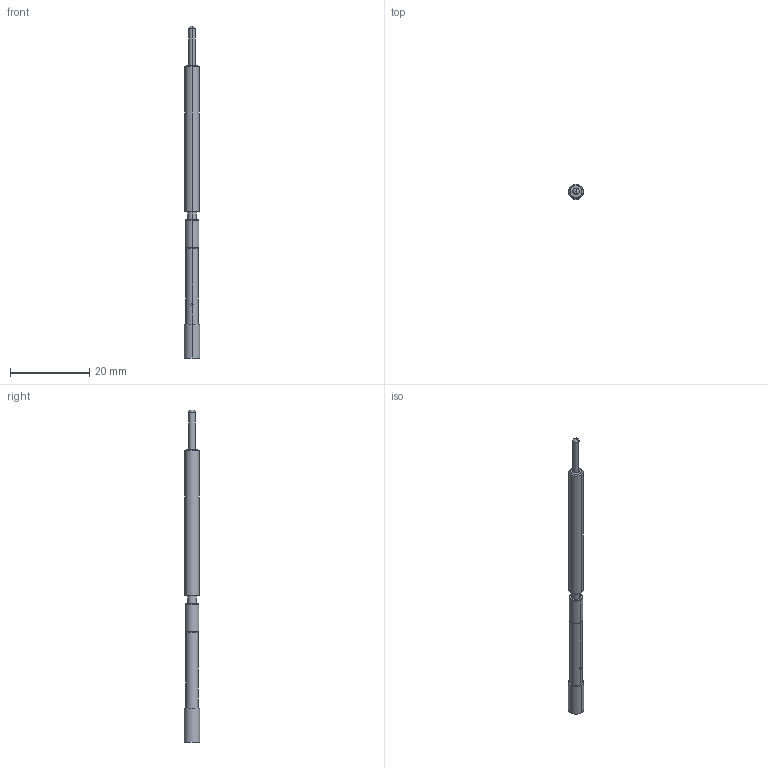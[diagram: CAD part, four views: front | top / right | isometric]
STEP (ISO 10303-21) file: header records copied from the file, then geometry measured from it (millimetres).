
FILE_DESCRIPTION((''),'2;1');
FILE_NAME('SL-16KP010_1607909','2013-10-22T',('vbengel'),(''),'PRO/ENGINEER BY PARAMETRIC TECHNOLOGY CORPORATION, 2012480','PRO/ENGINEER BY PARAMETRIC TECHNOLOGY CORPORATION, 2012480','');
FILE_SCHEMA(('AUTOMOTIVE_DESIGN { 1 0 10303 214 1 1 1 1 }'));
Length unit declared in the file: millimetre
Products named in the file (1): SL-16KP010_1607909
Bounding box: 3.9 x 3.9 x 83.8 mm (x, y, z)
Volume: 630.9 mm3; surface area: 1001.7 mm2
Topology: 1 solids, 1 shells, 38 faces, 84 edges, 49 vertices
Faces by surface type: cylinder 18, cone 12, plane 6, bspline 2
Entity records: 1261 total; most frequent: CARTESIAN_POINT 265, DIRECTION 188, ORIENTED_EDGE 164, EDGE_CURVE 82, AXIS2_PLACEMENT_3D 78, VERTEX_POINT 49, EDGE_LOOP 43, CIRCLE 42
